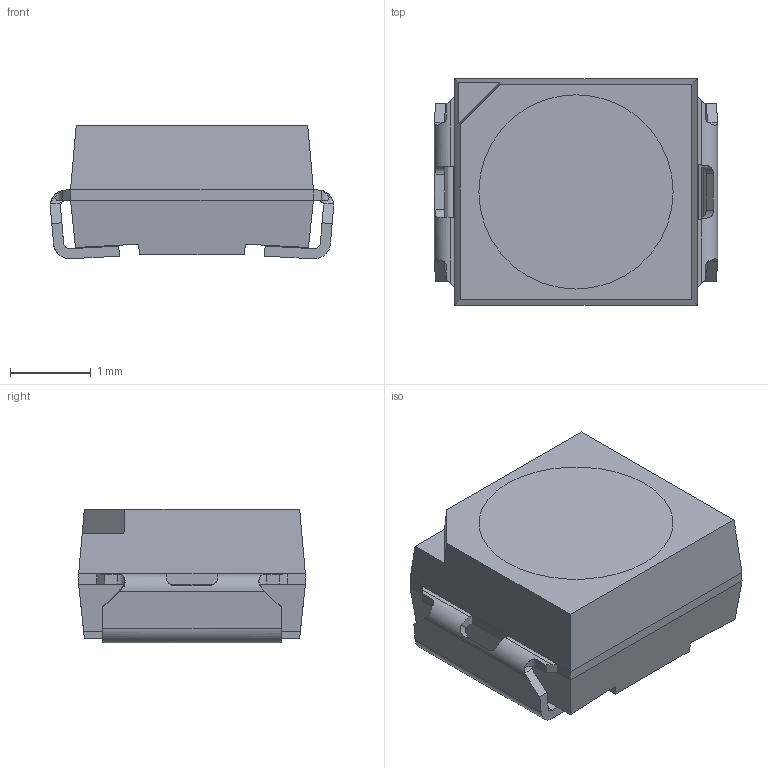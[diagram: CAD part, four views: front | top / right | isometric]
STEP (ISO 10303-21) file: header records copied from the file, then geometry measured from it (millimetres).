
FILE_DESCRIPTION (( 'STEP AP214' ), '1' );
FILE_NAME ('VLMC3100-GS08.STEP', '2024-07-20T10:00:23', ( '' ), ( '' ), 'SwSTEP 2.0', 'SolidWorks 2023', '' );
FILE_SCHEMA (( 'AUTOMOTIVE_DESIGN' ));
Length unit declared in the file: inch
Products named in the file (5): Open CASCADE STEP translator 6.8 2; VLMC3100-GS08; Open CASCADE STEP translator 6.8 2_2; Open CASCADE STEP translator 6.8 3; Open CASCADE STEP translator 6.8 1
Assembly tree (4 placements, depth 2):
  VLMC3100-GS08
    Open CASCADE STEP translator 6.8 3
    Open CASCADE STEP translator 6.8 2
    Open CASCADE STEP translator 6.8 2_2
    Open CASCADE STEP translator 6.8 1
Bounding box: 3.5 x 2.8 x 1.65 mm (x, y, z)
Volume: 13.5 mm3; surface area: 74.1 mm2
Topology: 4 solids, 4 shells, 168 faces, 469 edges, 308 vertices
Faces by surface type: plane 91, cylinder 73, cone 4
Entity records: 7950 total; most frequent: CARTESIAN_POINT 1388, ORIENTED_EDGE 938, DIRECTION 823, EDGE_CURVE 469, VERTEX_POINT 308, LINE 281, VECTOR 281, AXIS2_PLACEMENT_3D 271
